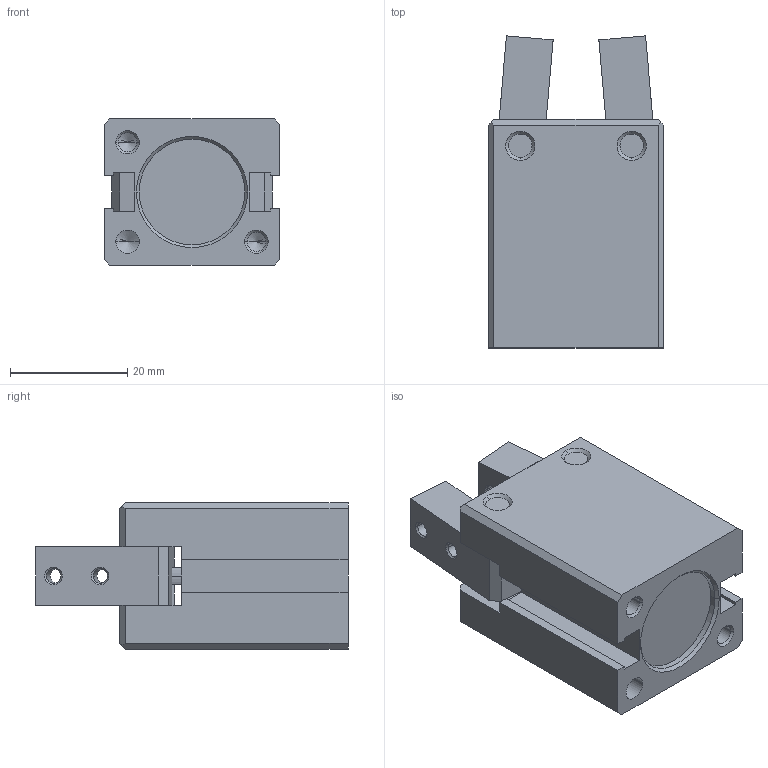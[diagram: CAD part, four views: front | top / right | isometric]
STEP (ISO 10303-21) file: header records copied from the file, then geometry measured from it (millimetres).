
FILE_DESCRIPTION( ( '' ), '1' );
FILE_NAME( 'ole16_of050ala_0_2_14a.stp', '2010-10-25T15:54:20', ( '' ), ( '' ), ' ', ' ', ' ' );
FILE_SCHEMA( ( 'automotive_design' ) );
Length unit declared in the file: millimetre
Products named in the file (4): 1; 2; 3; 4
Bounding box: 30 x 53.28 x 25 mm (x, y, z)
Volume: 27118.9 mm3; surface area: 10829 mm2
Topology: 4 solids, 4 shells, 198 faces, 484 edges, 295 vertices
Faces by surface type: plane 84, cone 60, cylinder 54
Entity records: 11162 total; most frequent: DIRECTION 1024, CARTESIAN_POINT 971, STYLED_ITEM 963, PRESENTATION_STYLE_ASSIGNMENT 963, COLOUR_RGB 963, ORIENTED_EDGE 932, EDGE_CURVE 466, CURVE_STYLE 466
